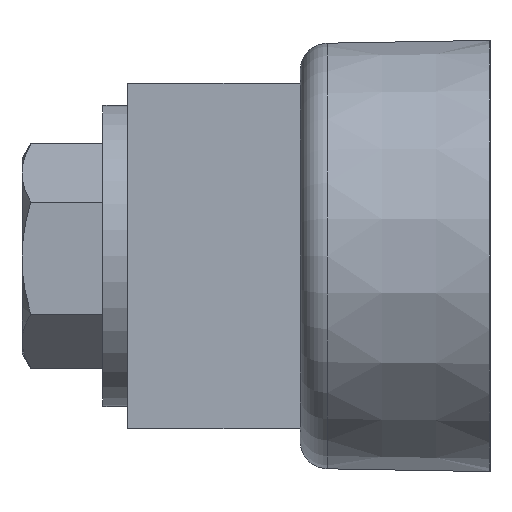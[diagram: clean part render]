
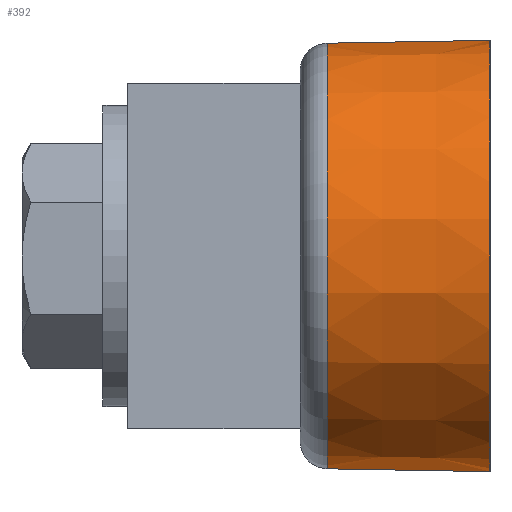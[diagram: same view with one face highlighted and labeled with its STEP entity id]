
A CAD part, left-side view. The second image highlights one B-rep face of the part: STEP entity #392.
In plain terms, the highlighted conical face has half-angle 1 degrees and reference radius 15.875 mm.
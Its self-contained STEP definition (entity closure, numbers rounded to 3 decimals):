
#392 = ADVANCED_FACE ( 'NONE', ( #9070 ), #17126, .T. ) ;
#424 = VECTOR ( 'NONE', #17001, 1000. ) ;
#496 = CARTESIAN_POINT ( 'NONE',  ( -60.325, 11.973, -15.666 ) ) ;
#1551 = ORIENTED_EDGE ( 'NONE', *, *, #4119, .T. ) ;
#1574 = ORIENTED_EDGE ( 'NONE', *, *, #3076, .T. ) ;
#1702 = VECTOR ( 'NONE', #10052, 1000. ) ;
#1807 = AXIS2_PLACEMENT_3D ( 'NONE', #9093, #9183, #3599 ) ;
#2222 = EDGE_CURVE ( 'NONE', #2418, #10272, #4203, .T. ) ;
#2418 = VERTEX_POINT ( 'NONE', #10803 ) ;
#3076 = EDGE_CURVE ( 'NONE', #2418, #12336, #16929, .T. ) ;
#3599 = DIRECTION ( 'NONE',  ( 0., 0., -1. ) ) ;
#4030 = DIRECTION ( 'NONE',  ( 0., 0., 1. ) ) ;
#4119 = EDGE_CURVE ( 'NONE', #9702, #10272, #16275, .T. ) ;
#4203 = LINE ( 'NONE', #16101, #1702 ) ;
#7836 = CARTESIAN_POINT ( 'NONE',  ( -60.325, 0., 0. ) ) ;
#8102 = AXIS2_PLACEMENT_3D ( 'NONE', #10776, #16896, #4030 ) ;
#9070 = FACE_OUTER_BOUND ( 'NONE', #10837, .T. ) ;
#9093 = CARTESIAN_POINT ( 'NONE',  ( -60.325, 11.973, 0. ) ) ;
#9162 = DIRECTION ( 'NONE',  ( 0., 0., 1. ) ) ;
#9183 = DIRECTION ( 'NONE',  ( 0., -1., 0. ) ) ;
#9702 = VERTEX_POINT ( 'NONE', #16076 ) ;
#9982 = CARTESIAN_POINT ( 'NONE',  ( -60.325, 0., -15.875 ) ) ;
#10052 = DIRECTION ( 'NONE',  ( 0., -1., 0.017 ) ) ;
#10272 = VERTEX_POINT ( 'NONE', #13352 ) ;
#10776 = CARTESIAN_POINT ( 'NONE',  ( -60.325, 0., 0. ) ) ;
#10803 = CARTESIAN_POINT ( 'NONE',  ( -60.325, 11.973, 15.666 ) ) ;
#10837 = EDGE_LOOP ( 'NONE', ( #15768, #1574, #18516, #1551 ) ) ;
#12336 = VERTEX_POINT ( 'NONE', #496 ) ;
#12483 = EDGE_CURVE ( 'NONE', #12336, #9702, #12840, .T. ) ;
#12840 = LINE ( 'NONE', #9982, #424 ) ;
#13352 = CARTESIAN_POINT ( 'NONE',  ( -60.325, 0., 15.875 ) ) ;
#13627 = DIRECTION ( 'NONE',  ( 0., -1., 0. ) ) ;
#15768 = ORIENTED_EDGE ( 'NONE', *, *, #2222, .F. ) ;
#16076 = CARTESIAN_POINT ( 'NONE',  ( -60.325, 0., -15.875 ) ) ;
#16101 = CARTESIAN_POINT ( 'NONE',  ( -60.325, 0., 15.875 ) ) ;
#16275 = CIRCLE ( 'NONE', #8102, 15.875 ) ;
#16896 = DIRECTION ( 'NONE',  ( 0., 1., 0. ) ) ;
#16929 = CIRCLE ( 'NONE', #1807, 15.666 ) ;
#17001 = DIRECTION ( 'NONE',  ( 0., -1., -0.017 ) ) ;
#17126 = CONICAL_SURFACE ( 'NONE', #18644, 15.875, 0.017 ) ;
#18516 = ORIENTED_EDGE ( 'NONE', *, *, #12483, .T. ) ;
#18644 = AXIS2_PLACEMENT_3D ( 'NONE', #7836, #13627, #9162 ) ;
